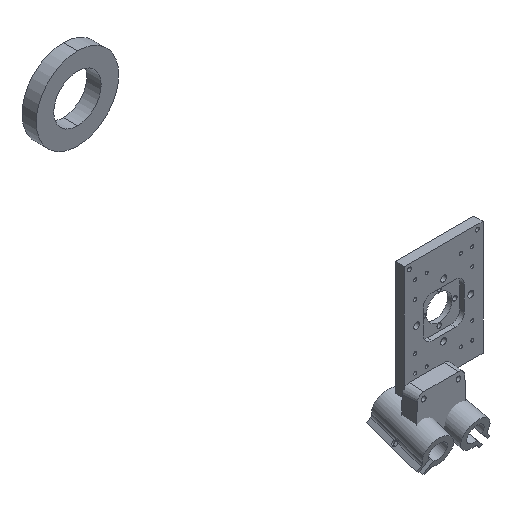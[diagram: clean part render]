
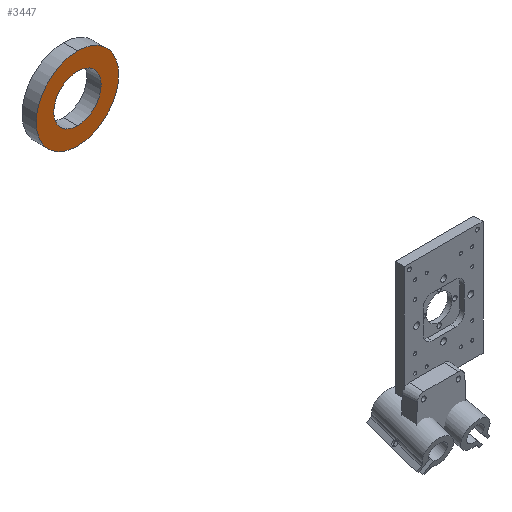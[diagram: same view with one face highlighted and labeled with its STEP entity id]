
A CAD part, isometric view. The second image highlights one B-rep face of the part: STEP entity #3447.
In plain terms, the highlighted planar face has unit normal (0, -1, 0).
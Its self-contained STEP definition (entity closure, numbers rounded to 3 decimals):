
#195 = EDGE_CURVE ( 'NONE', #2510, #5147, #1411, .T. ) ;
#237 = EDGE_CURVE ( 'NONE', #1055, #2616, #4957, .T. ) ;
#457 = CARTESIAN_POINT ( 'NONE',  ( 0., 0., 0. ) ) ;
#644 = FACE_BOUND ( 'NONE', #1613, .T. ) ;
#677 = AXIS2_PLACEMENT_3D ( 'NONE', #2249, #4368, #6485 ) ;
#737 = CARTESIAN_POINT ( 'NONE',  ( 0., 0., 0. ) ) ;
#1055 = VERTEX_POINT ( 'NONE', #5412 ) ;
#1090 = AXIS2_PLACEMENT_3D ( 'NONE', #737, #4408, #2848 ) ;
#1411 = CIRCLE ( 'NONE', #2299, 28.833 ) ;
#1459 = DIRECTION ( 'NONE',  ( 0., 1., 0. ) ) ;
#1555 = CIRCLE ( 'NONE', #677, 16.58 ) ;
#1613 = EDGE_LOOP ( 'NONE', ( #4936, #5976 ) ) ;
#1723 = DIRECTION ( 'NONE',  ( 0., 0., 1. ) ) ;
#2249 = CARTESIAN_POINT ( 'NONE',  ( 0., 0., 0. ) ) ;
#2251 = ORIENTED_EDGE ( 'NONE', *, *, #4980, .F. ) ;
#2299 = AXIS2_PLACEMENT_3D ( 'NONE', #3819, #5936, #2783 ) ;
#2392 = CARTESIAN_POINT ( 'NONE',  ( 0., 0., -16.58 ) ) ;
#2510 = VERTEX_POINT ( 'NONE', #4856 ) ;
#2616 = VERTEX_POINT ( 'NONE', #2392 ) ;
#2620 = DIRECTION ( 'NONE',  ( 0., 1., 0. ) ) ;
#2757 = CARTESIAN_POINT ( 'NONE',  ( 0., 0., 0. ) ) ;
#2783 = DIRECTION ( 'NONE',  ( 0., 0., 1. ) ) ;
#2791 = EDGE_LOOP ( 'NONE', ( #3974, #2251 ) ) ;
#2848 = DIRECTION ( 'NONE',  ( 0., 0., 1. ) ) ;
#2896 = DIRECTION ( 'NONE',  ( 0., 0., 1. ) ) ;
#3105 = EDGE_CURVE ( 'NONE', #2616, #1055, #1555, .T. ) ;
#3437 = AXIS2_PLACEMENT_3D ( 'NONE', #457, #1459, #2896 ) ;
#3447 = ADVANCED_FACE ( 'NONE', ( #6476, #644 ), #4360, .F. ) ;
#3819 = CARTESIAN_POINT ( 'NONE',  ( 0., 0., 0. ) ) ;
#3974 = ORIENTED_EDGE ( 'NONE', *, *, #195, .F. ) ;
#4360 = PLANE ( 'NONE',  #5629 ) ;
#4368 = DIRECTION ( 'NONE',  ( 0., 1., 0. ) ) ;
#4408 = DIRECTION ( 'NONE',  ( 0., 1., 0. ) ) ;
#4650 = CARTESIAN_POINT ( 'NONE',  ( 0., 0., 28.833 ) ) ;
#4784 = CIRCLE ( 'NONE', #3437, 28.833 ) ;
#4856 = CARTESIAN_POINT ( 'NONE',  ( 0., 0., -28.833 ) ) ;
#4936 = ORIENTED_EDGE ( 'NONE', *, *, #3105, .T. ) ;
#4957 = CIRCLE ( 'NONE', #1090, 16.58 ) ;
#4980 = EDGE_CURVE ( 'NONE', #5147, #2510, #4784, .T. ) ;
#5147 = VERTEX_POINT ( 'NONE', #4650 ) ;
#5412 = CARTESIAN_POINT ( 'NONE',  ( 0., 0., 16.58 ) ) ;
#5629 = AXIS2_PLACEMENT_3D ( 'NONE', #2757, #2620, #1723 ) ;
#5936 = DIRECTION ( 'NONE',  ( 0., 1., 0. ) ) ;
#5976 = ORIENTED_EDGE ( 'NONE', *, *, #237, .T. ) ;
#6476 = FACE_OUTER_BOUND ( 'NONE', #2791, .T. ) ;
#6485 = DIRECTION ( 'NONE',  ( 0., 0., 1. ) ) ;
